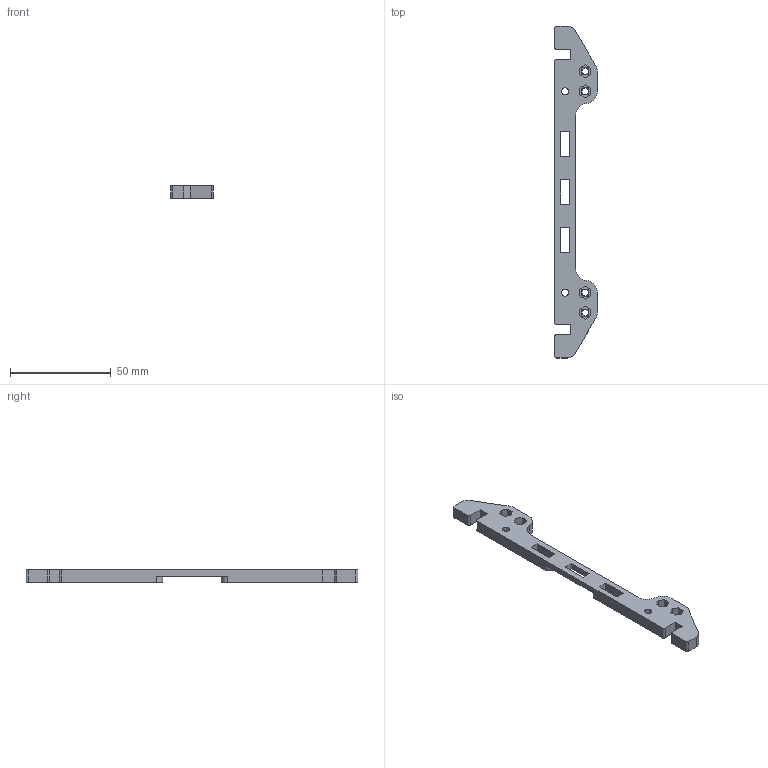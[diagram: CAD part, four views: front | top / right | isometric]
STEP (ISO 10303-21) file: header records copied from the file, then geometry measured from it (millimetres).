
FILE_DESCRIPTION(('STEP AP242'), '1');
FILE_NAME('Àäàïòåð', '', ('UNSPECIFIED'), ('UNSPECIFIED'), 'C3D Converter', 'C3D Toolkit', '');
FILE_SCHEMA(('AP242_MANAGED_MODEL_BASED_3D_ENGINEERING_MIM_LF { 1 0 10303 442 1 1 4 }'));
Length unit declared in the file: millimetre
Products named in the file (3): -06
Assembly tree (3 placements, depth 3):
  (unnamed)
    -06  x2
      (unnamed)
Bounding box: 21.2 x 165 x 6 mm (x, y, z)
Volume: 10779.1 mm3; surface area: 7258.1 mm2
Topology: 1 solids, 1 shells, 150 faces, 434 edges, 286 vertices
Faces by surface type: plane 114, cylinder 36
Full cylindrical faces by diameter (mm): 3.4 x2, 3.5 x4
Entity records: 5094 total; most frequent: CARTESIAN_POINT 868, ORIENTED_EDGE 856, DIRECTION 830, EDGE_CURVE 428, LINE 334, VECTOR 334, VERTEX_POINT 286, AXIS2_PLACEMENT_3D 248
